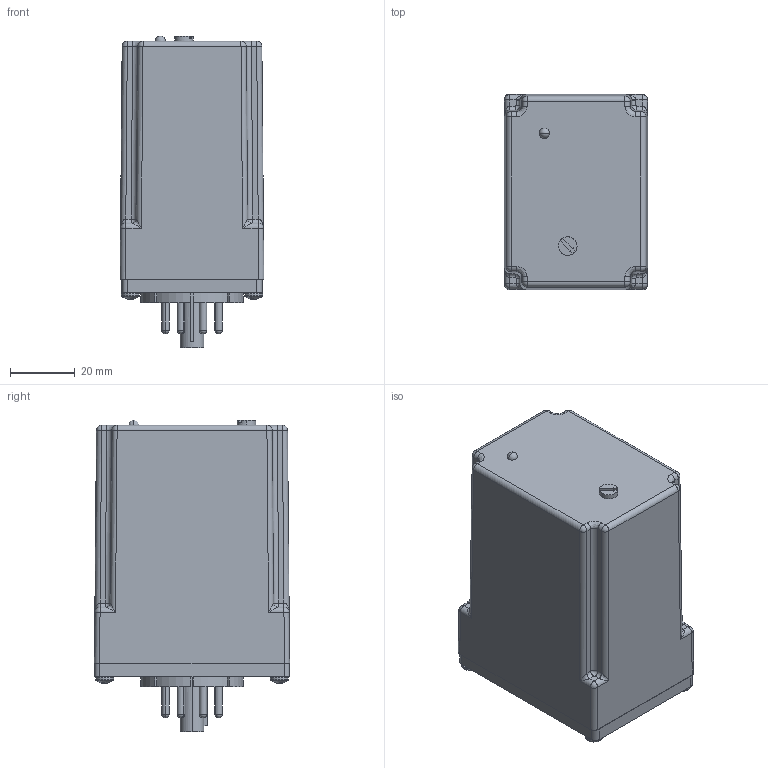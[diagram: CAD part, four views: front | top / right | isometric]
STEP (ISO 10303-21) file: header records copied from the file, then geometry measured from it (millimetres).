
FILE_DESCRIPTION (( 'STEP AP203' ), '1' );
FILE_NAME ('PSFR-1C-120A-TL.step', '2020-01-22T11:28:03', ( '' ), ( '' ), 'SwSTEP 2.0', 'SolidWorks 2019', '' );
FILE_SCHEMA (( 'CONFIG_CONTROL_DESIGN' ));
Length unit declared in the file: inch
Products named in the file (1): PSFR-1C-120A-TL
Bounding box: 44.45 x 60.33 x 96.33 mm (x, y, z)
Volume: 200516.6 mm3; surface area: 28852.9 mm2
Topology: 16 solids, 16 shells, 695 faces, 1839 edges, 1171 vertices
Faces by surface type: cylinder 282, plane 229, bspline 114, cone 40, sphere 30
Entity records: 32010 total; most frequent: CARTESIAN_POINT 16570, ORIENTED_EDGE 3574, DIRECTION 2639, EDGE_CURVE 1787, VERTEX_POINT 1153, AXIS2_PLACEMENT_3D 922, LINE 795, VECTOR 795
